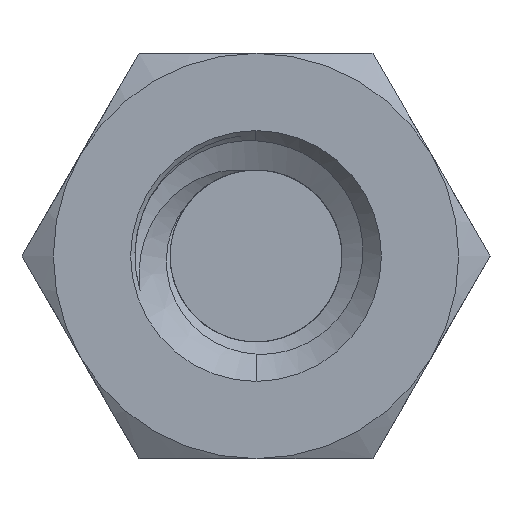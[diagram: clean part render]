
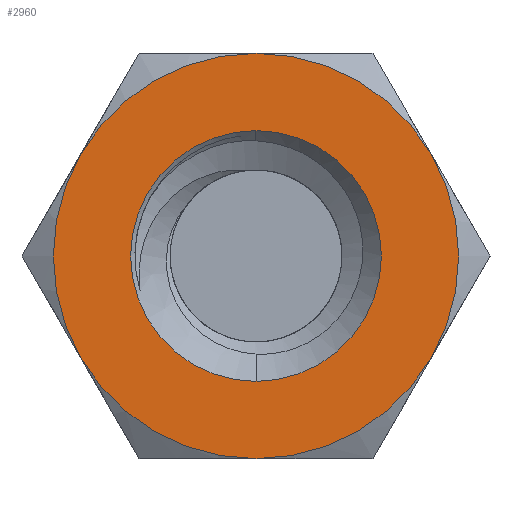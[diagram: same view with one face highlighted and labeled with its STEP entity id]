
A CAD part, left-side view. The second image highlights one B-rep face of the part: STEP entity #2960.
In plain terms, the highlighted planar face has unit normal (-1, 0, 0).
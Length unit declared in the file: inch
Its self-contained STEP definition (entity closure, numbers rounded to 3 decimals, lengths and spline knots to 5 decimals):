
#179 = CIRCLE ( 'NONE', #649, 0.09375 ) ;
#195 = CIRCLE ( 'NONE', #3245, 0.058 ) ;
#211 = CIRCLE ( 'NONE', #661, 0.09375 ) ;
#220 = CIRCLE ( 'NONE', #655, 0.058 ) ;
#241 = CIRCLE ( 'NONE', #642, 0.09375 ) ;
#250 = FACE_BOUND ( 'NONE', #4017, .T. ) ;
#300 = FACE_OUTER_BOUND ( 'NONE', #3997, .T. ) ;
#310 = CIRCLE ( 'NONE', #638, 0.09375 ) ;
#316 = CIRCLE ( 'NONE', #3542, 0.09375 ) ;
#377 = CIRCLE ( 'NONE', #2543, 0.09375 ) ;
#378 = CARTESIAN_POINT ( 'NONE',  ( -0.46875, 0., 0. ) ) ;
#587 = CARTESIAN_POINT ( 'NONE',  ( -0.46875, 0., 0. ) ) ;
#589 = DIRECTION ( 'NONE',  ( -1., 0., 0. ) ) ;
#591 = DIRECTION ( 'NONE',  ( 0., 0., 1. ) ) ;
#638 = AXIS2_PLACEMENT_3D ( 'NONE', #1048, #1044, #1043 ) ;
#642 = AXIS2_PLACEMENT_3D ( 'NONE', #4145, #4144, #4143 ) ;
#649 = AXIS2_PLACEMENT_3D ( 'NONE', #4207, #4205, #4204 ) ;
#655 = AXIS2_PLACEMENT_3D ( 'NONE', #378, #1281, #824 ) ;
#661 = AXIS2_PLACEMENT_3D ( 'NONE', #4168, #4166, #4165 ) ;
#824 = DIRECTION ( 'NONE',  ( 0., 0., 1. ) ) ;
#1043 = DIRECTION ( 'NONE',  ( 0., 0., -1. ) ) ;
#1044 = DIRECTION ( 'NONE',  ( 1., 0., 0. ) ) ;
#1048 = CARTESIAN_POINT ( 'NONE',  ( -0.46875, 0., 0. ) ) ;
#1281 = DIRECTION ( 'NONE',  ( -1., 0., 0. ) ) ;
#2501 = CARTESIAN_POINT ( 'NONE',  ( -0.46875, 0., 0. ) ) ;
#2522 = DIRECTION ( 'NONE',  ( 0., 0., 1. ) ) ;
#2524 = DIRECTION ( 'NONE',  ( -1., 0., 0. ) ) ;
#2543 = AXIS2_PLACEMENT_3D ( 'NONE', #3920, #3915, #3910 ) ;
#2654 = CARTESIAN_POINT ( 'NONE',  ( -0.46875, 0.08119, -0.04687 ) ) ;
#2656 = CARTESIAN_POINT ( 'NONE',  ( -0.46875, 0., 0.09375 ) ) ;
#2661 = CARTESIAN_POINT ( 'NONE',  ( -0.46875, 0., -0.09375 ) ) ;
#2666 = CARTESIAN_POINT ( 'NONE',  ( -0.46875, -0.08119, -0.04688 ) ) ;
#2668 = CARTESIAN_POINT ( 'NONE',  ( -0.46875, 0.08119, 0.04688 ) ) ;
#2669 = CARTESIAN_POINT ( 'NONE',  ( -0.46875, -0.08119, 0.04687 ) ) ;
#2730 = CARTESIAN_POINT ( 'NONE',  ( -0.46875, 0., -0.058 ) ) ;
#2731 = CARTESIAN_POINT ( 'NONE',  ( -0.46875, 0., 0.058 ) ) ;
#2763 = VERTEX_POINT ( 'NONE', #2731 ) ;
#2770 = VERTEX_POINT ( 'NONE', #2730 ) ;
#2863 = VERTEX_POINT ( 'NONE', #2669 ) ;
#2864 = VERTEX_POINT ( 'NONE', #2668 ) ;
#2866 = VERTEX_POINT ( 'NONE', #2666 ) ;
#2871 = VERTEX_POINT ( 'NONE', #2661 ) ;
#2875 = VERTEX_POINT ( 'NONE', #2656 ) ;
#2877 = VERTEX_POINT ( 'NONE', #2654 ) ;
#2960 = ADVANCED_FACE ( 'NONE', ( #250, #300 ), #3885, .F. ) ;
#3207 = EDGE_CURVE ( 'NONE', #2770, #2763, #195, .T. ) ;
#3245 = AXIS2_PLACEMENT_3D ( 'NONE', #587, #589, #591 ) ;
#3283 = AXIS2_PLACEMENT_3D ( 'NONE', #3879, #3878, #3897 ) ;
#3314 = EDGE_CURVE ( 'NONE', #2875, #2864, #316, .T. ) ;
#3413 = EDGE_CURVE ( 'NONE', #2877, #2864, #377, .T. ) ;
#3495 = EDGE_CURVE ( 'NONE', #2875, #2863, #179, .T. ) ;
#3501 = EDGE_CURVE ( 'NONE', #2866, #2871, #211, .T. ) ;
#3509 = EDGE_CURVE ( 'NONE', #2863, #2866, #241, .T. ) ;
#3542 = AXIS2_PLACEMENT_3D ( 'NONE', #2501, #2524, #2522 ) ;
#3547 = EDGE_CURVE ( 'NONE', #2763, #2770, #220, .T. ) ;
#3594 = EDGE_CURVE ( 'NONE', #2871, #2877, #310, .T. ) ;
#3878 = DIRECTION ( 'NONE',  ( 1., 0., 0. ) ) ;
#3879 = CARTESIAN_POINT ( 'NONE',  ( -0.46875, 0.10825, 0. ) ) ;
#3885 = PLANE ( 'NONE',  #3283 ) ;
#3897 = DIRECTION ( 'NONE',  ( 0., 0., -1. ) ) ;
#3910 = DIRECTION ( 'NONE',  ( 0., 0., -1. ) ) ;
#3915 = DIRECTION ( 'NONE',  ( 1., 0., 0. ) ) ;
#3920 = CARTESIAN_POINT ( 'NONE',  ( -0.46875, 0., 0. ) ) ;
#3997 = EDGE_LOOP ( 'NONE', ( #4277, #4282, #4218, #4285, #4288, #4216 ) ) ;
#4017 = EDGE_LOOP ( 'NONE', ( #4244, #4239 ) ) ;
#4143 = DIRECTION ( 'NONE',  ( 0., 0., -1. ) ) ;
#4144 = DIRECTION ( 'NONE',  ( 1., 0., 0. ) ) ;
#4145 = CARTESIAN_POINT ( 'NONE',  ( -0.46875, 0., 0. ) ) ;
#4165 = DIRECTION ( 'NONE',  ( 0., 0., -1. ) ) ;
#4166 = DIRECTION ( 'NONE',  ( 1., 0., 0. ) ) ;
#4168 = CARTESIAN_POINT ( 'NONE',  ( -0.46875, 0., 0. ) ) ;
#4204 = DIRECTION ( 'NONE',  ( 0., 0., -1. ) ) ;
#4205 = DIRECTION ( 'NONE',  ( 1., 0., 0. ) ) ;
#4207 = CARTESIAN_POINT ( 'NONE',  ( -0.46875, 0., 0. ) ) ;
#4216 = ORIENTED_EDGE ( 'NONE', *, *, #3413, .F. ) ;
#4218 = ORIENTED_EDGE ( 'NONE', *, *, #3509, .F. ) ;
#4239 = ORIENTED_EDGE ( 'NONE', *, *, #3207, .F. ) ;
#4244 = ORIENTED_EDGE ( 'NONE', *, *, #3547, .F. ) ;
#4277 = ORIENTED_EDGE ( 'NONE', *, *, #3594, .F. ) ;
#4282 = ORIENTED_EDGE ( 'NONE', *, *, #3501, .F. ) ;
#4285 = ORIENTED_EDGE ( 'NONE', *, *, #3495, .F. ) ;
#4288 = ORIENTED_EDGE ( 'NONE', *, *, #3314, .T. ) ;
